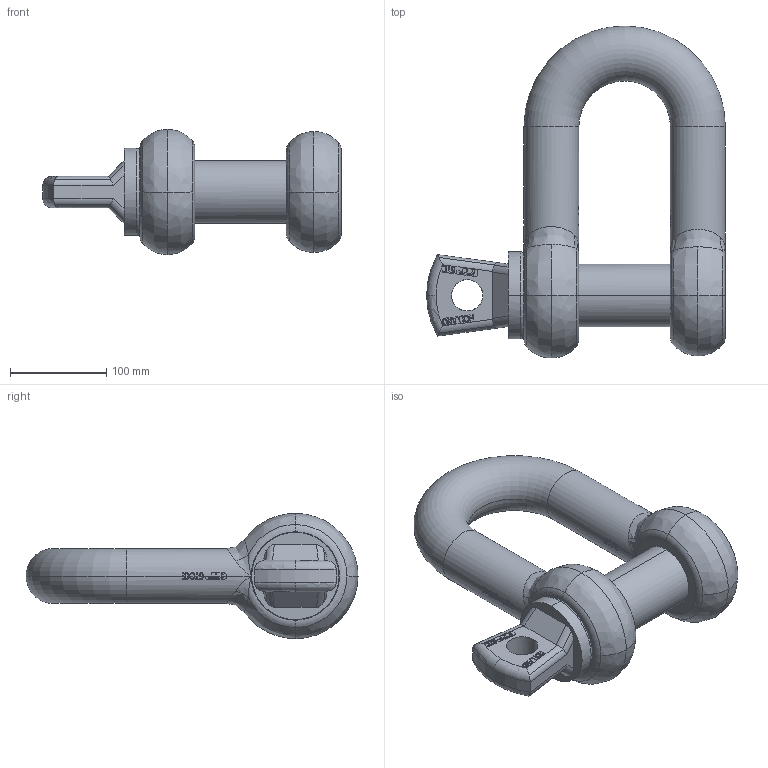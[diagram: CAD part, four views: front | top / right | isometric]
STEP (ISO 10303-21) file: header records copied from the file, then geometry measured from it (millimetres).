
FILE_DESCRIPTION(('STEP AP214'),'1');
FILE_NAME('gpgdbb57.stp','2017-04-07T04:15:07',('TraceParts'),('TraceParts S.A.'),'Spatial InterOp 3D',' ',' ');
FILE_SCHEMA(('automotive_design'));
Length unit declared in the file: millimetre
Products named in the file (2): gpgdbb57_1; gpgdbb57_2
Bounding box: 310 x 344.5 x 130 mm (x, y, z)
Volume: 3045454.8 mm3; surface area: 258703.2 mm2
Topology: 2 solids, 2 shells, 749 faces, 2323 edges, 1597 vertices
Faces by surface type: plane 313, bspline 265, cylinder 148, torus 22, cone 1
Entity records: 37438 total; most frequent: CARTESIAN_POINT 14064, ORIENTED_EDGE 4630, EDGE_CURVE 2315, DIRECTION 2036, VERTEX_POINT 1597, B_SPLINE_CURVE_WITH_KNOTS 1363, LINE 794, VECTOR 794
